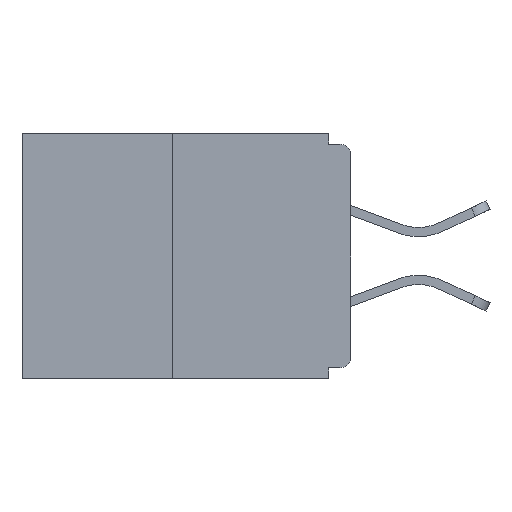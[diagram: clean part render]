
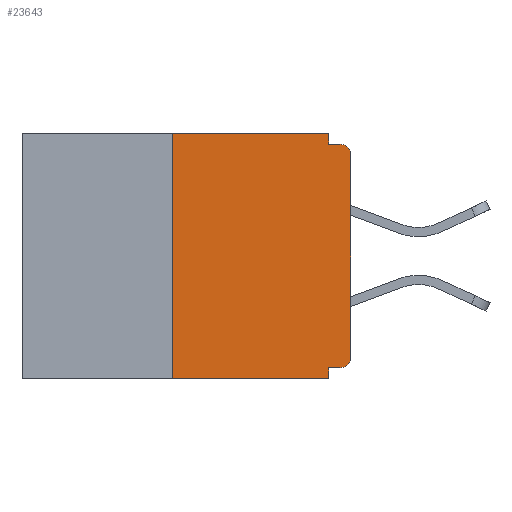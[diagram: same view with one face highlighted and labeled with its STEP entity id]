
A CAD part, left-side view. The second image highlights one B-rep face of the part: STEP entity #23643.
In plain terms, the highlighted planar face has unit normal (-1, 0, 0).
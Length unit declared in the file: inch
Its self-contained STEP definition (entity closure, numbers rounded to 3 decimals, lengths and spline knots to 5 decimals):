
#156 = CARTESIAN_POINT ( 'NONE',  ( 0., 0.25, 0. ) ) ;
#699 = CARTESIAN_POINT ( 'NONE',  ( 0., 0.031, -0.015 ) ) ;
#1219 = ORIENTED_EDGE ( 'NONE', *, *, #26096, .T. ) ;
#2094 = DIRECTION ( 'NONE',  ( 0., -1., 0. ) ) ;
#2246 = CARTESIAN_POINT ( 'NONE',  ( 0., 0.46, -0.343 ) ) ;
#2314 = DIRECTION ( 'NONE',  ( 0., 0., -1. ) ) ;
#2989 = CARTESIAN_POINT ( 'NONE',  ( 0., 0.46, 0. ) ) ;
#3106 = ORIENTED_EDGE ( 'NONE', *, *, #11331, .F. ) ;
#3427 = CARTESIAN_POINT ( 'NONE',  ( 0., 0.25, -0.343 ) ) ;
#3428 = DIRECTION ( 'NONE',  ( 0., 0., -1. ) ) ;
#4277 = DIRECTION ( 'NONE',  ( -1., 0., 0. ) ) ;
#4594 = ORIENTED_EDGE ( 'NONE', *, *, #6696, .T. ) ;
#4801 = ORIENTED_EDGE ( 'NONE', *, *, #13585, .F. ) ;
#5929 = DIRECTION ( 'NONE',  ( 0., 0., -1. ) ) ;
#6696 = EDGE_CURVE ( 'NONE', #11159, #6746, #12475, .T. ) ;
#6746 = VERTEX_POINT ( 'NONE', #13597 ) ;
#7946 = CARTESIAN_POINT ( 'NONE',  ( 0., 0.46, 0. ) ) ;
#8013 = VECTOR ( 'NONE', #24943, 39.37008 ) ;
#8094 = LINE ( 'NONE', #19544, #27718 ) ;
#9095 = LINE ( 'NONE', #18284, #23717 ) ;
#9169 = VECTOR ( 'NONE', #10409, 39.37008 ) ;
#9420 = EDGE_LOOP ( 'NONE', ( #18214, #4801, #13162, #29576, #15218, #4594, #13115, #1219, #19420, #3106 ) ) ;
#9450 = VECTOR ( 'NONE', #19534, 39.37008 ) ;
#10409 = DIRECTION ( 'NONE',  ( 0., 0., 1. ) ) ;
#10789 = AXIS2_PLACEMENT_3D ( 'NONE', #7946, #14561, #21628 ) ;
#11159 = VERTEX_POINT ( 'NONE', #14263 ) ;
#11322 = DIRECTION ( 'NONE',  ( 0., 0., -1. ) ) ;
#11331 = EDGE_CURVE ( 'NONE', #22736, #16112, #8094, .T. ) ;
#11619 = VECTOR ( 'NONE', #2094, 39.37008 ) ;
#12475 = CIRCLE ( 'NONE', #21614, 0.015 ) ;
#12518 = LINE ( 'NONE', #26660, #9169 ) ;
#13115 = ORIENTED_EDGE ( 'NONE', *, *, #17848, .T. ) ;
#13162 = ORIENTED_EDGE ( 'NONE', *, *, #26533, .T. ) ;
#13585 = EDGE_CURVE ( 'NONE', #25556, #14538, #20465, .T. ) ;
#13597 = CARTESIAN_POINT ( 'NONE',  ( 0., 0., -0.313 ) ) ;
#13872 = DIRECTION ( 'NONE',  ( -1., 0., 0. ) ) ;
#13879 = EDGE_CURVE ( 'NONE', #14538, #22736, #23606, .T. ) ;
#14263 = CARTESIAN_POINT ( 'NONE',  ( 0., 0.015, -0.328 ) ) ;
#14307 = CARTESIAN_POINT ( 'NONE',  ( 0., 0., -0.03 ) ) ;
#14538 = VERTEX_POINT ( 'NONE', #156 ) ;
#14561 = DIRECTION ( 'NONE',  ( 1., 0., 0. ) ) ;
#14706 = DIRECTION ( 'NONE',  ( 0., 1., 0. ) ) ;
#15218 = ORIENTED_EDGE ( 'NONE', *, *, #20789, .F. ) ;
#15259 = VERTEX_POINT ( 'NONE', #21962 ) ;
#15409 = DIRECTION ( 'NONE',  ( 0., -1., 0. ) ) ;
#15452 = CIRCLE ( 'NONE', #16391, 0.015 ) ;
#15571 = VERTEX_POINT ( 'NONE', #26353 ) ;
#15785 = CARTESIAN_POINT ( 'NONE',  ( 0., 0.25, 0. ) ) ;
#16112 = VERTEX_POINT ( 'NONE', #699 ) ;
#16391 = AXIS2_PLACEMENT_3D ( 'NONE', #29249, #13872, #11322 ) ;
#17400 = LINE ( 'NONE', #23712, #29423 ) ;
#17848 = EDGE_CURVE ( 'NONE', #6746, #22241, #12518, .T. ) ;
#18002 = VERTEX_POINT ( 'NONE', #23032 ) ;
#18214 = ORIENTED_EDGE ( 'NONE', *, *, #13879, .F. ) ;
#18284 = CARTESIAN_POINT ( 'NONE',  ( 0., 0.031, -0.343 ) ) ;
#19084 = FACE_OUTER_BOUND ( 'NONE', #9420, .T. ) ;
#19420 = ORIENTED_EDGE ( 'NONE', *, *, #28566, .F. ) ;
#19534 = DIRECTION ( 'NONE',  ( 0., -1., 0. ) ) ;
#19544 = CARTESIAN_POINT ( 'NONE',  ( 0., 0.031, 0. ) ) ;
#19650 = CARTESIAN_POINT ( 'NONE',  ( 0., 0.015, -0.313 ) ) ;
#20183 = LINE ( 'NONE', #2246, #11619 ) ;
#20465 = LINE ( 'NONE', #15785, #8013 ) ;
#20789 = EDGE_CURVE ( 'NONE', #11159, #15259, #17400, .T. ) ;
#21479 = PLANE ( 'NONE',  #10789 ) ;
#21493 = CARTESIAN_POINT ( 'NONE',  ( 0., 0.031, 0. ) ) ;
#21614 = AXIS2_PLACEMENT_3D ( 'NONE', #19650, #4277, #5929 ) ;
#21628 = DIRECTION ( 'NONE',  ( 0., 0., -1. ) ) ;
#21962 = CARTESIAN_POINT ( 'NONE',  ( 0., 0.031, -0.328 ) ) ;
#22241 = VERTEX_POINT ( 'NONE', #14307 ) ;
#22268 = VECTOR ( 'NONE', #15409, 39.37008 ) ;
#22736 = VERTEX_POINT ( 'NONE', #21493 ) ;
#23032 = CARTESIAN_POINT ( 'NONE',  ( 0., 0.031, -0.343 ) ) ;
#23606 = LINE ( 'NONE', #2989, #9450 ) ;
#23643 = ADVANCED_FACE ( 'NONE', ( #19084 ), #21479, .F. ) ;
#23712 = CARTESIAN_POINT ( 'NONE',  ( 0., 0., -0.328 ) ) ;
#23717 = VECTOR ( 'NONE', #2314, 39.37008 ) ;
#24447 = EDGE_CURVE ( 'NONE', #15259, #18002, #9095, .T. ) ;
#24943 = DIRECTION ( 'NONE',  ( 0., 0., 1. ) ) ;
#25556 = VERTEX_POINT ( 'NONE', #3427 ) ;
#26096 = EDGE_CURVE ( 'NONE', #22241, #15571, #15452, .T. ) ;
#26353 = CARTESIAN_POINT ( 'NONE',  ( 0., 0.015, -0.015 ) ) ;
#26533 = EDGE_CURVE ( 'NONE', #25556, #18002, #20183, .T. ) ;
#26660 = CARTESIAN_POINT ( 'NONE',  ( 0., 0., 0. ) ) ;
#26692 = LINE ( 'NONE', #29111, #22268 ) ;
#27718 = VECTOR ( 'NONE', #3428, 39.37008 ) ;
#28566 = EDGE_CURVE ( 'NONE', #16112, #15571, #26692, .T. ) ;
#29111 = CARTESIAN_POINT ( 'NONE',  ( 0., 0., -0.015 ) ) ;
#29249 = CARTESIAN_POINT ( 'NONE',  ( 0., 0.015, -0.03 ) ) ;
#29423 = VECTOR ( 'NONE', #14706, 39.37008 ) ;
#29576 = ORIENTED_EDGE ( 'NONE', *, *, #24447, .F. ) ;
